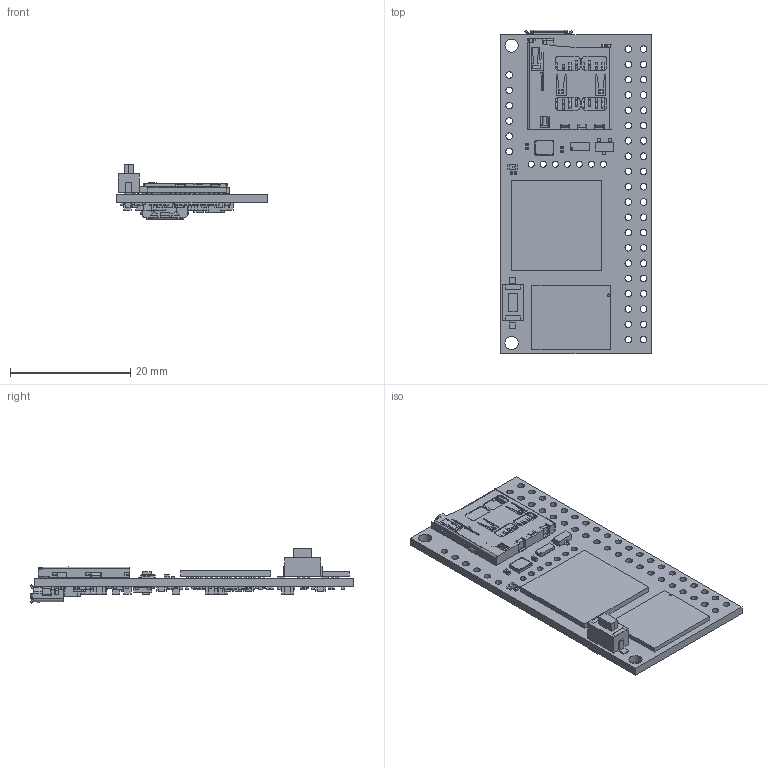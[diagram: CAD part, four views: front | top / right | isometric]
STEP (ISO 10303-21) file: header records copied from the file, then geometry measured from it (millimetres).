
FILE_DESCRIPTION(('Open CASCADE Model'),'2;1');
FILE_NAME('Open CASCADE Shape Model','2014-06-24T11:31:35',('Author'),( 'Open CASCADE'),'Open CASCADE STEP processor 6.2','Open CASCADE 6.2' ,'Unknown');
FILE_SCHEMA(('AUTOMOTIVE_DESIGN { 1 0 10303 214 1 1 1 1 }'));
Length unit declared in the file: millimetre
Products named in the file (293): PCB; Board; C57; 61005408; Extruded; 603788960; 61005280; C56; 61001952; 603790112; 61005536; C55; LC1; 61004768; 61004640; 61004896; C54; C53; C52; C51; C21; U4; 61003744; 61003616; 61003488; 61003232; 61003360; R33; 61005152; 61005024; 603785504; R34; 61007584; 61007712; 61007840; DD1; 603787040; 603786784; 61006176; LF3 ...
Assembly tree (1097 placements, depth 4):
  PCB
    Board
    C57
      61005408  x2
        Extruded
      603788960  x2
        Extruded
      61005280
        Extruded
    C56
      61001952  x2
        Extruded
      603790112  x2
        Extruded
      61005536
        Extruded
    C55
      61001952  x2
        Extruded
      603790112  x2
        Extruded
      61005536
        Extruded
    LC1
      61004768  x3
        Extruded
      61004640
        Extruded
      61004896
        Extruded
    C54
      61005408  x2
        Extruded
      603788960  x2
        Extruded
      61005280
        Extruded
    C53
      61005408  x2
        Extruded
      603788960  x2
        Extruded
      61005280
        Extruded
    C52
      61005408  x2
        Extruded
      603788960  x2
        Extruded
      61005280
        Extruded
    C51
      61001952  x2
        Extruded
      603790112  x2
        Extruded
      61005536
        Extruded
    C21
      61005408  x2
Bounding box: 25 x 53.79 x 9.1 mm (x, y, z)
Volume: 2446.3 mm3; surface area: 6298.6 mm2
Topology: 890 solids, 890 shells, 4945 faces, 11240 edges, 7452 vertices
Faces by surface type: plane 4332, sphere 305, cylinder 304, cone 4
Full cylindrical faces by diameter (mm): 0.3 x1, 0.4 x4, 1 x7, 1.1 x46, 2.2 x2
Entity records: 118738 total; most frequent: CARTESIAN_POINT 22947, DIRECTION 17406, LINE 10475, VECTOR 10475, ORIENTED_EDGE 8498, PCURVE 8498, DEFINITIONAL_REPRESENTATION 8498, EDGE_CURVE 4249
